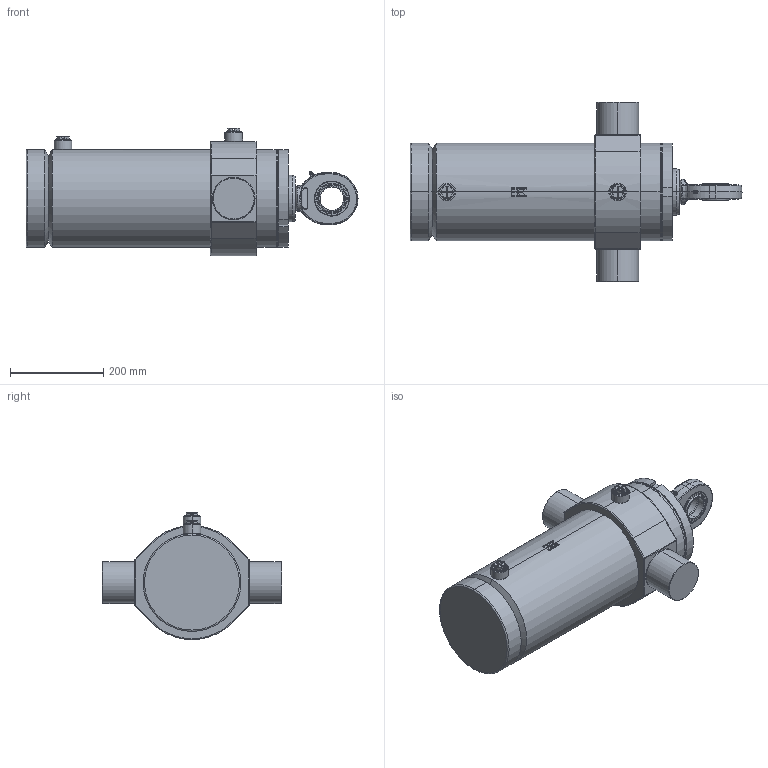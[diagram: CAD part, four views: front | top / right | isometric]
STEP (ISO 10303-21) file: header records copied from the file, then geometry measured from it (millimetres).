
FILE_DESCRIPTION (( 'STEP AP214' ), '1' );
FILE_NAME ('CFGCY0068698-Cylinder.step', '2024-10-03T14:33:26', ( '' ), ( '' ), 'SwSTEP 2.0', 'SolidWorks 2021', '' );
FILE_SCHEMA (( 'AUTOMOTIVE_DESIGN' ));
Length unit declared in the file: millimetre
Products named in the file (18): DS2918004_Simplified; Tube-MA_Simplified; LSN12E; DS3918001A; GAR50DO2RS; DS3918013100_Simplified; Tube-WA_Simplified; MATE-AID; Rod_Simplified; ATT-NONE; Rod-WA_Simplified; DS2918004VM_Simplified; CFGCY0068698-Cylinder; SP12M; Tube_Simplified; DS2918013100VM_Simplified; TRUNNION
Assembly tree (17 placements, depth 4):
  MATE-AID
  ATT-NONE
  CFGCY0068698-Cylinder
    Tube-WA_Simplified
      Tube-MA_Simplified
        Tube_Simplified
        LSN12E
        TRUNNION
      LSN12E
      DS3918001A
        DS3918001A
    Rod-WA_Simplified
      Rod_Simplified
      GAR50DO2RS
    DS2918013100VM_Simplified
      DS3918013100_Simplified
    DS2918004VM_Simplified
      DS2918004_Simplified
    SP12M  x2
Bounding box: 713 x 385 x 273.2 mm (x, y, z)
Volume: 18083971.3 mm3; surface area: 1511598.3 mm2
Topology: 16 solids, 16 shells, 1072 faces, 2546 edges, 1503 vertices
Faces by surface type: bspline 318, plane 308, cylinder 293, cone 83, torus 38, sphere 32
Entity records: 35181 total; most frequent: CARTESIAN_POINT 16877, ORIENTED_EDGE 3362, DIRECTION 2957, EDGE_CURVE 1681, AXIS2_PLACEMENT_3D 1131, VERTEX_POINT 1018, EDGE_LOOP 799, ADVANCED_FACE 732
